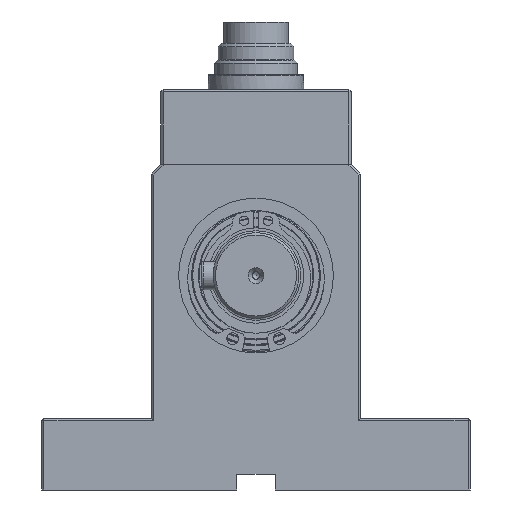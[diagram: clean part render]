
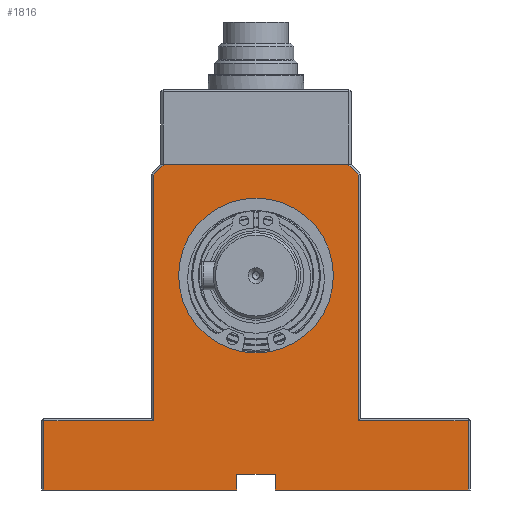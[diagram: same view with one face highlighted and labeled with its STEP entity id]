
A CAD part, front view. The second image highlights one B-rep face of the part: STEP entity #1816.
In plain terms, the highlighted planar face has unit normal (0, -1, 0).
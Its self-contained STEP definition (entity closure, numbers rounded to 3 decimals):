
#1816 = ADVANCED_FACE( '', ( #3605, #3606 ), #3607, .T. );
#3605 = FACE_OUTER_BOUND( '', #5394, .T. );
#3606 = FACE_BOUND( '', #5395, .T. );
#3607 = PLANE( '', #5396 );
#5394 = EDGE_LOOP( '', ( #8657, #8658, #8659, #8660, #8661, #8662, #8663, #8664, #8665, #8666, #8667, #8668, #8669, #8670 ) );
#5395 = EDGE_LOOP( '', ( #8671 ) );
#5396 = AXIS2_PLACEMENT_3D( '', #8672, #8673, #8674 );
#8657 = ORIENTED_EDGE( '', *, *, #10277, .T. );
#8658 = ORIENTED_EDGE( '', *, *, #10387, .T. );
#8659 = ORIENTED_EDGE( '', *, *, #9439, .T. );
#8660 = ORIENTED_EDGE( '', *, *, #10397, .T. );
#8661 = ORIENTED_EDGE( '', *, *, #10504, .T. );
#8662 = ORIENTED_EDGE( '', *, *, #10517, .T. );
#8663 = ORIENTED_EDGE( '', *, *, #10518, .T. );
#8664 = ORIENTED_EDGE( '', *, *, #10519, .T. );
#8665 = ORIENTED_EDGE( '', *, *, #10520, .T. );
#8666 = ORIENTED_EDGE( '', *, *, #10521, .T. );
#8667 = ORIENTED_EDGE( '', *, *, #10316, .T. );
#8668 = ORIENTED_EDGE( '', *, *, #10464, .F. );
#8669 = ORIENTED_EDGE( '', *, *, #10341, .F. );
#8670 = ORIENTED_EDGE( '', *, *, #9382, .T. );
#8671 = ORIENTED_EDGE( '', *, *, #10429, .T. );
#8672 = CARTESIAN_POINT( '', ( -45., 0., 0. ) );
#8673 = DIRECTION( '', ( 0., -1., 0. ) );
#8674 = DIRECTION( '', ( 0., 0., -1. ) );
#9382 = EDGE_CURVE( '', #10751, #10749, #10752, .T. );
#9439 = EDGE_CURVE( '', #10853, #10851, #10854, .T. );
#10277 = EDGE_CURVE( '', #10749, #12138, #12140, .T. );
#10316 = EDGE_CURVE( '', #12182, #12183, #12184, .T. );
#10341 = EDGE_CURVE( '', #10751, #12213, #12214, .T. );
#10387 = EDGE_CURVE( '', #12138, #10853, #12273, .T. );
#10397 = EDGE_CURVE( '', #10851, #12284, #12286, .T. );
#10429 = EDGE_CURVE( '', #12325, #12325, #12326, .T. );
#10464 = EDGE_CURVE( '', #12213, #12183, #12374, .T. );
#10504 = EDGE_CURVE( '', #12284, #12420, #12422, .T. );
#10517 = EDGE_CURVE( '', #12420, #12436, #12437, .T. );
#10518 = EDGE_CURVE( '', #12436, #12438, #12439, .T. );
#10519 = EDGE_CURVE( '', #12438, #12440, #12441, .T. );
#10520 = EDGE_CURVE( '', #12440, #12280, #12442, .T. );
#10521 = EDGE_CURVE( '', #12280, #12182, #12443, .T. );
#10749 = VERTEX_POINT( '', #12739 );
#10751 = VERTEX_POINT( '', #12742 );
#10752 = LINE( '', #12743, #12744 );
#10851 = VERTEX_POINT( '', #12869 );
#10853 = VERTEX_POINT( '', #12872 );
#10854 = LINE( '', #12873, #12874 );
#12138 = VERTEX_POINT( '', #14515 );
#12140 = LINE( '', #14518, #14519 );
#12182 = VERTEX_POINT( '', #14573 );
#12183 = VERTEX_POINT( '', #14574 );
#12184 = LINE( '', #14575, #14576 );
#12213 = VERTEX_POINT( '', #14618 );
#12214 = LINE( '', #14619, #14620 );
#12273 = LINE( '', #14695, #14696 );
#12280 = VERTEX_POINT( '', #14703 );
#12284 = VERTEX_POINT( '', #14709 );
#12286 = LINE( '', #14712, #14713 );
#12325 = VERTEX_POINT( '', #14760 );
#12326 = CIRCLE( '', #14761, 16.25 );
#12374 = LINE( '', #14817, #14818 );
#12420 = VERTEX_POINT( '', #14867 );
#12422 = LINE( '', #14870, #14871 );
#12436 = VERTEX_POINT( '', #14915 );
#12437 = LINE( '', #14916, #14917 );
#12438 = VERTEX_POINT( '', #14918 );
#12439 = LINE( '', #14919, #14920 );
#12440 = VERTEX_POINT( '', #14921 );
#12441 = LINE( '', #14922, #14923 );
#12442 = LINE( '', #14924, #14925 );
#12443 = LINE( '', #14926, #14927 );
#12739 = CARTESIAN_POINT( '', ( 4., 0., 0. ) );
#12742 = CARTESIAN_POINT( '', ( 4., 0., 3.3 ) );
#12743 = CARTESIAN_POINT( '', ( 4., 0., 3.3 ) );
#12744 = VECTOR( '', #15153, 1000. );
#12869 = CARTESIAN_POINT( '', ( 21.5, 0., 14.5 ) );
#12872 = CARTESIAN_POINT( '', ( 44.5, 0., 14.5 ) );
#12873 = CARTESIAN_POINT( '', ( -45., 0., 14.5 ) );
#12874 = VECTOR( '', #15235, 1000. );
#14515 = CARTESIAN_POINT( '', ( 44.5, 0., 0. ) );
#14518 = CARTESIAN_POINT( '', ( -45., 0., 0. ) );
#14519 = VECTOR( '', #16382, 1000. );
#14573 = CARTESIAN_POINT( '', ( -44.5, 0., 0. ) );
#14574 = CARTESIAN_POINT( '', ( -4., 0., 0. ) );
#14575 = CARTESIAN_POINT( '', ( -45., 0., 0. ) );
#14576 = VECTOR( '', #16407, 1000. );
#14618 = CARTESIAN_POINT( '', ( -4., 0., 3.3 ) );
#14619 = CARTESIAN_POINT( '', ( 4., 0., 3.3 ) );
#14620 = VECTOR( '', #16424, 1000. );
#14695 = CARTESIAN_POINT( '', ( 44.5, 0., 0. ) );
#14696 = VECTOR( '', #16468, 1000. );
#14703 = CARTESIAN_POINT( '', ( -44.5, 0., 14.5 ) );
#14709 = CARTESIAN_POINT( '', ( 21.5, 0., 66.093 ) );
#14712 = CARTESIAN_POINT( '', ( 21.5, 0., 0. ) );
#14713 = VECTOR( '', #16475, 1000. );
#14760 = CARTESIAN_POINT( '', ( 16.25, 0., 45. ) );
#14761 = AXIS2_PLACEMENT_3D( '', #16505, #16506, #16507 );
#14817 = CARTESIAN_POINT( '', ( -4., 0., 3.3 ) );
#14818 = VECTOR( '', #16549, 1000. );
#14867 = CARTESIAN_POINT( '', ( 19.293, 0., 68.3 ) );
#14870 = CARTESIAN_POINT( '', ( 21.296, 0., 66.296 ) );
#14871 = VECTOR( '', #16587, 1000. );
#14915 = CARTESIAN_POINT( '', ( -19.293, 0., 68.3 ) );
#14916 = CARTESIAN_POINT( '', ( 22., 0., 68.3 ) );
#14917 = VECTOR( '', #16592, 1000. );
#14918 = CARTESIAN_POINT( '', ( -21.5, 0., 66.093 ) );
#14919 = CARTESIAN_POINT( '', ( -66.296, 0., 21.296 ) );
#14920 = VECTOR( '', #16593, 1000. );
#14921 = CARTESIAN_POINT( '', ( -21.5, 0., 14.5 ) );
#14922 = CARTESIAN_POINT( '', ( -21.5, 0., 0. ) );
#14923 = VECTOR( '', #16594, 1000. );
#14924 = CARTESIAN_POINT( '', ( -45., 0., 14.5 ) );
#14925 = VECTOR( '', #16595, 1000. );
#14926 = CARTESIAN_POINT( '', ( -44.5, 0., 0. ) );
#14927 = VECTOR( '', #16596, 1000. );
#15153 = DIRECTION( '', ( 0., 0., -1. ) );
#15235 = DIRECTION( '', ( -1., 0., 0. ) );
#16382 = DIRECTION( '', ( 1., 0., 0. ) );
#16407 = DIRECTION( '', ( 1., 0., 0. ) );
#16424 = DIRECTION( '', ( -1., 0., 0. ) );
#16468 = DIRECTION( '', ( 0., 0., 1. ) );
#16475 = DIRECTION( '', ( 0., 0., 1. ) );
#16505 = CARTESIAN_POINT( '', ( 0., 0., 45. ) );
#16506 = DIRECTION( '', ( 0., 1., 0. ) );
#16507 = DIRECTION( '', ( 1., 0., 0. ) );
#16549 = DIRECTION( '', ( 0., 0., -1. ) );
#16587 = DIRECTION( '', ( -0.707, 0., 0.707 ) );
#16592 = DIRECTION( '', ( -1., 0., 0. ) );
#16593 = DIRECTION( '', ( -0.707, 0., -0.707 ) );
#16594 = DIRECTION( '', ( 0., 0., -1. ) );
#16595 = DIRECTION( '', ( -1., 0., 0. ) );
#16596 = DIRECTION( '', ( 0., 0., -1. ) );
